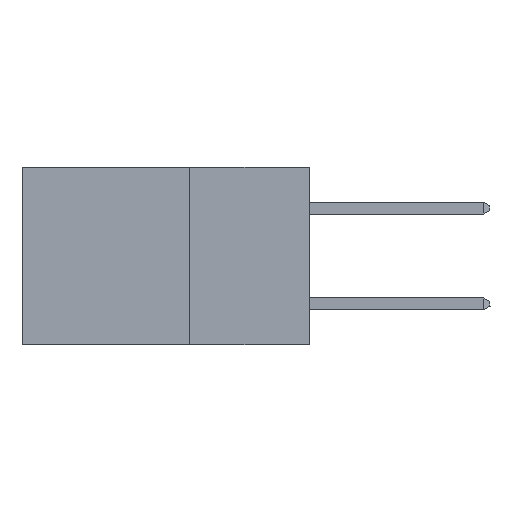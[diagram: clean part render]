
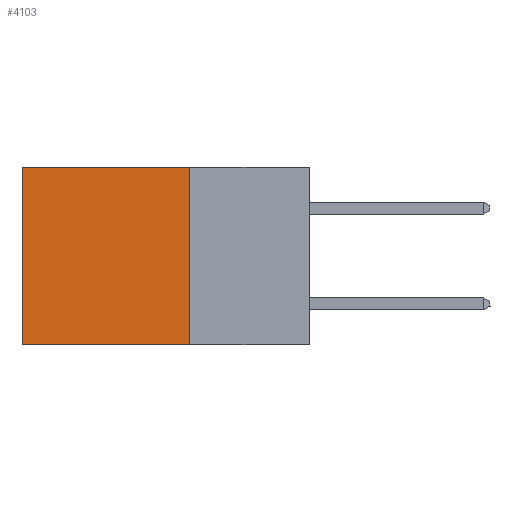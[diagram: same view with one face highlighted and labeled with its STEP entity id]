
A CAD part, left-side view. The second image highlights one B-rep face of the part: STEP entity #4103.
In plain terms, the highlighted planar face has unit normal (-1, 0, 0).
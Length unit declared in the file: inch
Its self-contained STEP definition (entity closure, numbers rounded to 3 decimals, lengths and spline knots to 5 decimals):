
#25 = LINE ( 'NONE', #3422, #5678 ) ;
#159 = EDGE_CURVE ( 'NONE', #19824, #20854, #21384, .T. ) ;
#896 = EDGE_CURVE ( 'NONE', #23172, #27284, #10549, .T. ) ;
#953 = CARTESIAN_POINT ( 'NONE',  ( 0.2875, 0.6, 0. ) ) ;
#1313 = DIRECTION ( 'NONE',  ( 0., 1., 0. ) ) ;
#2000 = CARTESIAN_POINT ( 'NONE',  ( 0.2875, 0.25, 0. ) ) ;
#2251 = VECTOR ( 'NONE', #7366, 39.37008 ) ;
#2874 = ORIENTED_EDGE ( 'NONE', *, *, #159, .T. ) ;
#3422 = CARTESIAN_POINT ( 'NONE',  ( 0.2875, 0.6, 0. ) ) ;
#4103 = ADVANCED_FACE ( 'NONE', ( #18480 ), #10598, .F. ) ;
#5678 = VECTOR ( 'NONE', #19236, 39.37008 ) ;
#6254 = CARTESIAN_POINT ( 'NONE',  ( 0.2875, 0.25, 0. ) ) ;
#7007 = EDGE_LOOP ( 'NONE', ( #13969, #10196, #15476, #2874 ) ) ;
#7366 = DIRECTION ( 'NONE',  ( 0., 0., -1. ) ) ;
#7971 = EDGE_CURVE ( 'NONE', #19824, #23172, #19476, .T. ) ;
#10196 = ORIENTED_EDGE ( 'NONE', *, *, #896, .F. ) ;
#10549 = LINE ( 'NONE', #10683, #27770 ) ;
#10598 = PLANE ( 'NONE',  #14939 ) ;
#10683 = CARTESIAN_POINT ( 'NONE',  ( 0.2875, 0.25, -0.37 ) ) ;
#13264 = CARTESIAN_POINT ( 'NONE',  ( 0.2875, 0.25, 0. ) ) ;
#13969 = ORIENTED_EDGE ( 'NONE', *, *, #28518, .T. ) ;
#14300 = CARTESIAN_POINT ( 'NONE',  ( 0.2875, 0.25, 0. ) ) ;
#14939 = AXIS2_PLACEMENT_3D ( 'NONE', #13264, #26420, #21194 ) ;
#15476 = ORIENTED_EDGE ( 'NONE', *, *, #7971, .F. ) ;
#17189 = DIRECTION ( 'NONE',  ( 0., 1., 0. ) ) ;
#17566 = VECTOR ( 'NONE', #1313, 39.37008 ) ;
#18480 = FACE_OUTER_BOUND ( 'NONE', #7007, .T. ) ;
#19236 = DIRECTION ( 'NONE',  ( 0., 0., -1. ) ) ;
#19476 = LINE ( 'NONE', #14300, #2251 ) ;
#19824 = VERTEX_POINT ( 'NONE', #6254 ) ;
#20714 = CARTESIAN_POINT ( 'NONE',  ( 0.2875, 0.25, -0.37 ) ) ;
#20854 = VERTEX_POINT ( 'NONE', #953 ) ;
#21194 = DIRECTION ( 'NONE',  ( 0., 0., -1. ) ) ;
#21384 = LINE ( 'NONE', #2000, #17566 ) ;
#23172 = VERTEX_POINT ( 'NONE', #20714 ) ;
#25411 = CARTESIAN_POINT ( 'NONE',  ( 0.2875, 0.6, -0.37 ) ) ;
#26420 = DIRECTION ( 'NONE',  ( 1., 0., 0. ) ) ;
#27284 = VERTEX_POINT ( 'NONE', #25411 ) ;
#27770 = VECTOR ( 'NONE', #17189, 39.37008 ) ;
#28518 = EDGE_CURVE ( 'NONE', #20854, #27284, #25, .T. ) ;
